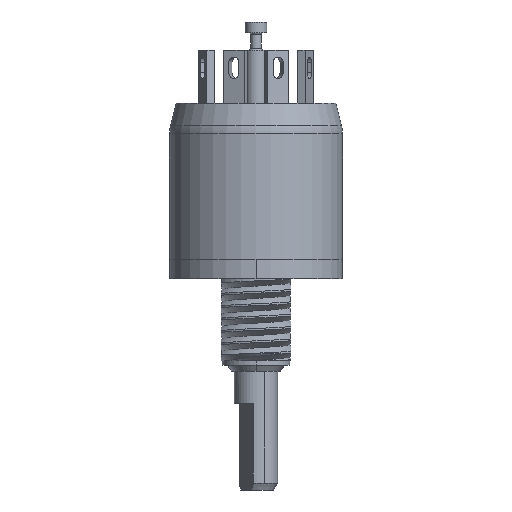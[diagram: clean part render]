
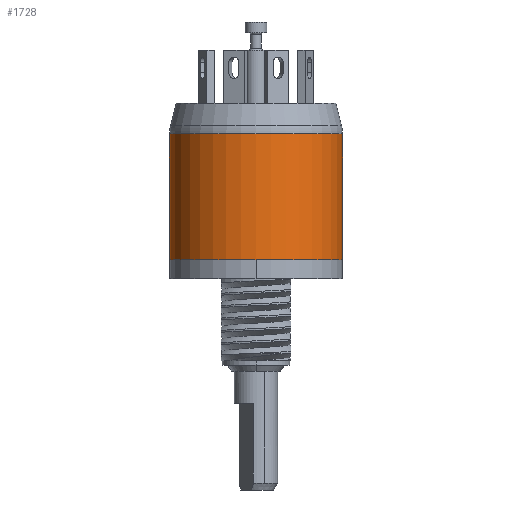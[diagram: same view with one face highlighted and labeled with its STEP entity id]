
A CAD part, front view. The second image highlights one B-rep face of the part: STEP entity #1728.
In plain terms, the highlighted cylindrical face has radius 6.35 mm (diameter 12.7 mm), a partial arc.
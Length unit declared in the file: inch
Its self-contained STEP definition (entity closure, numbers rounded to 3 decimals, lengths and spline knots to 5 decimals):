
#287=CARTESIAN_POINT('',(0.,0.,-0.038));
#288=DIRECTION('',(0.,0.,-1.));
#289=DIRECTION('',(1.,0.,0.));
#290=AXIS2_PLACEMENT_3D('',#287,#288,#289);
#292=CARTESIAN_POINT('',(0.,0.,0.32598));
#293=DIRECTION('',(0.,0.,-1.));
#294=DIRECTION('',(1.,0.,0.));
#295=AXIS2_PLACEMENT_3D('',#292,#293,#294);
#566=DIRECTION('',(0.,0.,1.));
#567=VECTOR('',#566,0.36398);
#568=CARTESIAN_POINT('',(0.25,0.,-0.038));
#569=LINE('',#568,#567);
#575=DIRECTION('',(0.,0.,-1.));
#576=VECTOR('',#575,0.36398);
#577=CARTESIAN_POINT('',(-0.25,0.,0.32598));
#578=LINE('',#577,#576);
#1519=CARTESIAN_POINT('',(0.25,0.,0.32598));
#1520=VERTEX_POINT('',#1519);
#1529=CARTESIAN_POINT('',(-0.25,0.,0.32598));
#1530=VERTEX_POINT('',#1529);
#1564=CARTESIAN_POINT('',(0.25,0.,-0.038));
#1565=CARTESIAN_POINT('',(-0.25,0.,-0.038));
#1566=VERTEX_POINT('',#1564);
#1567=VERTEX_POINT('',#1565);
#1713=CARTESIAN_POINT('',(0.,0.,0.45225));
#1714=DIRECTION('',(0.,0.,-1.));
#1715=DIRECTION('',(1.,0.,0.));
#1716=AXIS2_PLACEMENT_3D('',#1713,#1714,#1715);
#1717=CYLINDRICAL_SURFACE('',#1716,0.25);
#1719=ORIENTED_EDGE('',*,*,#1718,.T.);
#1721=ORIENTED_EDGE('',*,*,#1720,.F.);
#1723=ORIENTED_EDGE('',*,*,#1722,.F.);
#1725=ORIENTED_EDGE('',*,*,#1724,.F.);
#1726=EDGE_LOOP('',(#1719,#1721,#1723,#1725));
#1727=FACE_OUTER_BOUND('',#1726,.F.);
#1728=ADVANCED_FACE('',(#1727),#1717,.T.);
#291=CIRCLE('',#290,0.25);
#296=CIRCLE('',#295,0.25);
#1718=EDGE_CURVE('',#1566,#1567,#291,.T.);
#1720=EDGE_CURVE('',#1530,#1567,#578,.T.);
#1722=EDGE_CURVE('',#1520,#1530,#296,.T.);
#1724=EDGE_CURVE('',#1566,#1520,#569,.T.);
